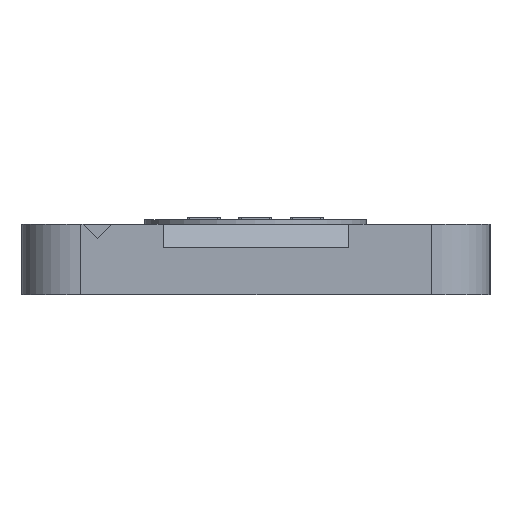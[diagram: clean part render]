
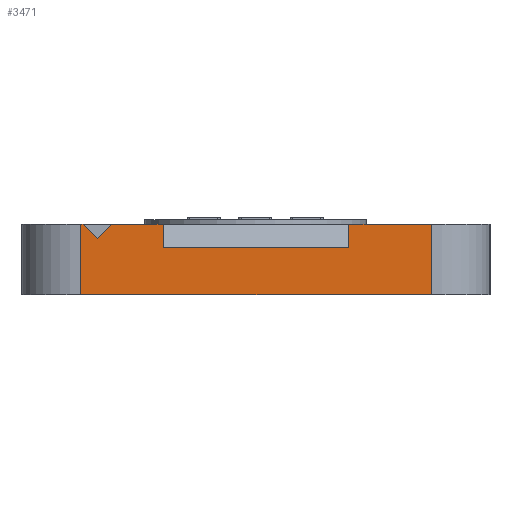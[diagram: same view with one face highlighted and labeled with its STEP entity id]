
A CAD part, left-side view. The second image highlights one B-rep face of the part: STEP entity #3471.
In plain terms, the highlighted planar face has unit normal (-1, 0, 0).
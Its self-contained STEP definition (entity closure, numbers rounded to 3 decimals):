
#248=FACE_OUTER_BOUND('',#437,.T.);
#437=EDGE_LOOP('',(#2636,#2637,#2638,#2639,#2640,#2641,#2642,#2643,#2644,
#2645,#2646));
#713=LINE('',#5271,#1123);
#714=LINE('',#5274,#1124);
#715=LINE('',#5276,#1125);
#716=LINE('',#5278,#1126);
#717=LINE('',#5280,#1127);
#718=LINE('',#5282,#1128);
#719=LINE('',#5284,#1129);
#720=LINE('',#5286,#1130);
#721=LINE('',#5288,#1131);
#722=LINE('',#5290,#1132);
#723=LINE('',#5291,#1133);
#1123=VECTOR('',#4314,10.);
#1124=VECTOR('',#4317,10.);
#1125=VECTOR('',#4318,10.);
#1126=VECTOR('',#4319,10.);
#1127=VECTOR('',#4320,10.);
#1128=VECTOR('',#4321,10.);
#1129=VECTOR('',#4322,10.);
#1130=VECTOR('',#4323,10.);
#1131=VECTOR('',#4324,10.);
#1132=VECTOR('',#4325,10.);
#1133=VECTOR('',#4326,10.);
#1506=VERTEX_POINT('',#5264);
#1509=VERTEX_POINT('',#5269);
#1510=VERTEX_POINT('',#5273);
#1511=VERTEX_POINT('',#5275);
#1512=VERTEX_POINT('',#5277);
#1513=VERTEX_POINT('',#5279);
#1514=VERTEX_POINT('',#5281);
#1515=VERTEX_POINT('',#5283);
#1516=VERTEX_POINT('',#5285);
#1517=VERTEX_POINT('',#5287);
#1518=VERTEX_POINT('',#5289);
#1911=EDGE_CURVE('',#1509,#1506,#713,.T.);
#1912=EDGE_CURVE('',#1509,#1510,#714,.T.);
#1913=EDGE_CURVE('',#1511,#1510,#715,.T.);
#1914=EDGE_CURVE('',#1512,#1511,#716,.T.);
#1915=EDGE_CURVE('',#1513,#1512,#717,.T.);
#1916=EDGE_CURVE('',#1514,#1513,#718,.T.);
#1917=EDGE_CURVE('',#1514,#1515,#719,.T.);
#1918=EDGE_CURVE('',#1516,#1515,#720,.T.);
#1919=EDGE_CURVE('',#1516,#1517,#721,.T.);
#1920=EDGE_CURVE('',#1517,#1518,#722,.T.);
#1921=EDGE_CURVE('',#1506,#1518,#723,.T.);
#2636=ORIENTED_EDGE('',*,*,#1911,.F.);
#2637=ORIENTED_EDGE('',*,*,#1912,.T.);
#2638=ORIENTED_EDGE('',*,*,#1913,.F.);
#2639=ORIENTED_EDGE('',*,*,#1914,.F.);
#2640=ORIENTED_EDGE('',*,*,#1915,.F.);
#2641=ORIENTED_EDGE('',*,*,#1916,.F.);
#2642=ORIENTED_EDGE('',*,*,#1917,.T.);
#2643=ORIENTED_EDGE('',*,*,#1918,.F.);
#2644=ORIENTED_EDGE('',*,*,#1919,.T.);
#2645=ORIENTED_EDGE('',*,*,#1920,.T.);
#2646=ORIENTED_EDGE('',*,*,#1921,.F.);
#3222=PLANE('',#3722);
#3471=ADVANCED_FACE('',(#248),#3222,.T.);
#3722=AXIS2_PLACEMENT_3D('',#5272,#4315,#4316);
#4314=DIRECTION('',(0.,0.,1.));
#4315=DIRECTION('center_axis',(-1.,0.,0.));
#4316=DIRECTION('ref_axis',(0.,1.,0.));
#4317=DIRECTION('',(0.,-1.,0.));
#4318=DIRECTION('',(0.,0.,-1.));
#4319=DIRECTION('',(0.,-1.,0.));
#4320=DIRECTION('',(0.,0.,1.));
#4321=DIRECTION('',(0.,-1.,0.));
#4322=DIRECTION('',(0.,0.,1.));
#4323=DIRECTION('',(0.,-1.,0.));
#4324=DIRECTION('',(0.,0.707,-0.707));
#4325=DIRECTION('',(0.,0.707,0.707));
#4326=DIRECTION('',(0.,-1.,0.));
#5264=CARTESIAN_POINT('',(-82.,7.5,2.));
#5269=CARTESIAN_POINT('',(-82.,7.5,-1.));
#5271=CARTESIAN_POINT('',(-82.,7.5,0.));
#5272=CARTESIAN_POINT('Origin',(-82.,-10.,0.));
#5273=CARTESIAN_POINT('',(-82.,-7.5,-1.));
#5274=CARTESIAN_POINT('',(-82.,-5.,-1.));
#5275=CARTESIAN_POINT('',(-82.,-7.5,2.));
#5276=CARTESIAN_POINT('',(-82.,-7.5,0.));
#5277=CARTESIAN_POINT('',(-82.,-3.97,2.));
#5278=CARTESIAN_POINT('',(-82.,-1.985,2.));
#5279=CARTESIAN_POINT('',(-82.,-3.97,1.));
#5280=CARTESIAN_POINT('',(-82.,-3.97,1.));
#5281=CARTESIAN_POINT('',(-82.,3.97,1.));
#5282=CARTESIAN_POINT('',(-82.,10.,1.));
#5283=CARTESIAN_POINT('',(-82.,3.97,2.));
#5284=CARTESIAN_POINT('',(-82.,3.97,1.));
#5285=CARTESIAN_POINT('',(-82.,6.19,2.));
#5286=CARTESIAN_POINT('',(-82.,5.,2.));
#5287=CARTESIAN_POINT('',(-82.,6.79,1.4));
#5288=CARTESIAN_POINT('',(-82.,2.643,5.548));
#5289=CARTESIAN_POINT('',(-82.,7.39,2.));
#5290=CARTESIAN_POINT('',(-82.,2.243,-3.148));
#5291=CARTESIAN_POINT('',(-82.,5.,2.));
